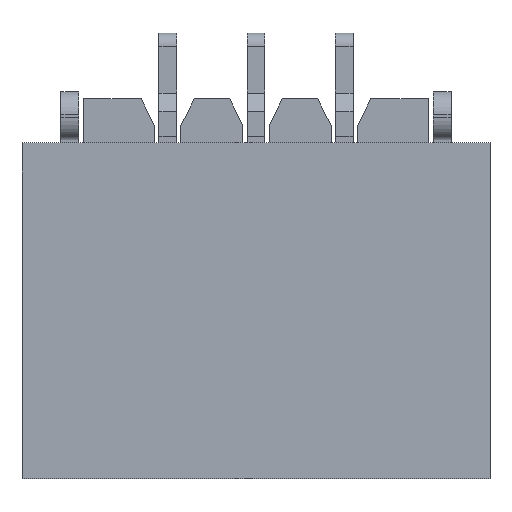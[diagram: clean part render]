
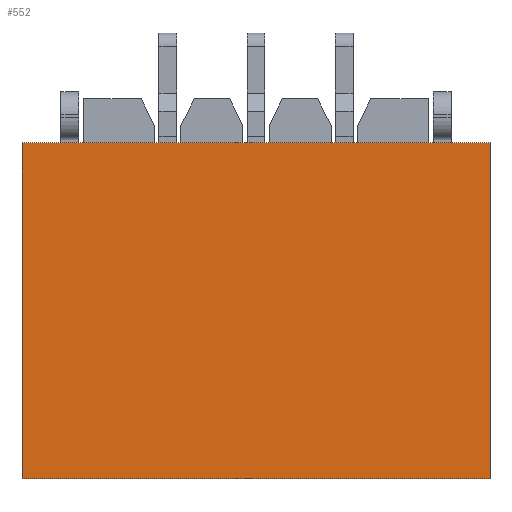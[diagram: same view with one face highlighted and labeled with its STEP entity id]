
A CAD part, top view. The second image highlights one B-rep face of the part: STEP entity #552.
In plain terms, the highlighted planar face has unit normal (0, 0, 1).
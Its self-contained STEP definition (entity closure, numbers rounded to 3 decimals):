
#552=ADVANCED_FACE('',(#1307),#1308,.T.);
#1307=FACE_OUTER_BOUND('',#2260,.T.);
#1308=PLANE('',#2261);
#2260=EDGE_LOOP('',(#3967,#3968,#3969,#3970));
#2261=AXIS2_PLACEMENT_3D('',#3971,#3972,#3973);
#3967=ORIENTED_EDGE('',*,*,#6330,.T.);
#3968=ORIENTED_EDGE('',*,*,#6200,.T.);
#3969=ORIENTED_EDGE('',*,*,#6328,.T.);
#3970=ORIENTED_EDGE('',*,*,#6303,.F.);
#3971=CARTESIAN_POINT('',(0.0,0.0,1.5));
#3972=DIRECTION('',(0.0,0.0,1.0));
#3973=DIRECTION('',(1.0,0.0,0.0));
#6200=EDGE_CURVE('',#7557,#7555,#7558,.T.);
#6303=EDGE_CURVE('',#7738,#7740,#7741,.T.);
#6328=EDGE_CURVE('',#7555,#7740,#7779,.T.);
#6330=EDGE_CURVE('',#7738,#7557,#7781,.T.);
#7555=VERTEX_POINT('',#9567);
#7557=VERTEX_POINT('',#9570);
#7558=LINE('',#9571,#9572);
#7738=VERTEX_POINT('',#9840);
#7740=VERTEX_POINT('',#9843);
#7741=LINE('',#9844,#9845);
#7779=LINE('',#9903,#9904);
#7781=LINE('',#9906,#9907);
#9567=CARTESIAN_POINT('',(2.65,-2.15,1.5));
#9570=CARTESIAN_POINT('',(-2.65,-2.15,1.5));
#9571=CARTESIAN_POINT('',(-2.65,-2.15,1.5));
#9572=VECTOR('',#11583,1.0);
#9840=CARTESIAN_POINT('',(-2.65,1.65,1.5));
#9843=CARTESIAN_POINT('',(2.65,1.65,1.5));
#9844=CARTESIAN_POINT('',(-2.65,1.65,1.5));
#9845=VECTOR('',#11673,1.0);
#9903=CARTESIAN_POINT('',(2.65,-2.15,1.5));
#9904=VECTOR('',#11694,1.0);
#9906=CARTESIAN_POINT('',(-2.65,1.65,1.5));
#9907=VECTOR('',#11695,1.0);
#11583=DIRECTION('',(1.0,0.0,0.0));
#11673=DIRECTION('',(1.0,0.0,0.0));
#11694=DIRECTION('',(0.0,1.0,0.0));
#11695=DIRECTION('',(0.0,-1.0,0.0));
